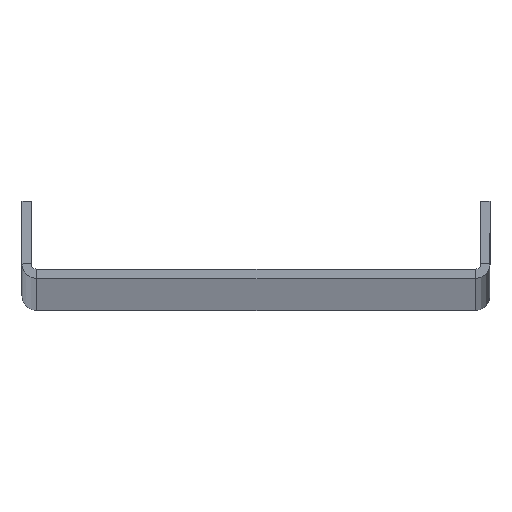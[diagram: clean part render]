
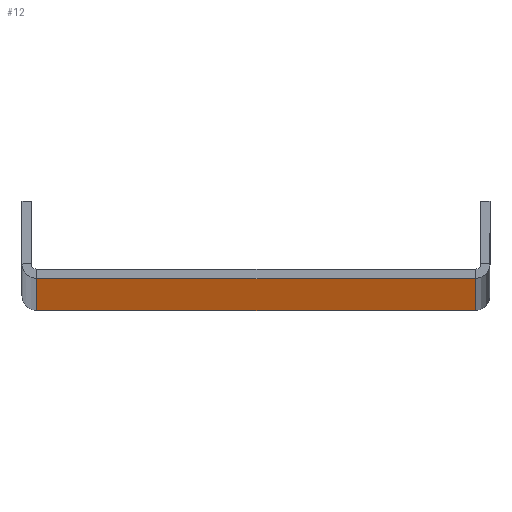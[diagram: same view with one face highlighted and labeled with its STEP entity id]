
A CAD part, top view. The second image highlights one B-rep face of the part: STEP entity #12.
In plain terms, the highlighted planar face has unit normal (0, -1, 0).
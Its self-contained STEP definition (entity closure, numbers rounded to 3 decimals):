
#11 = PLANE ( 'NONE',  #557 ) ;
#12 = ADVANCED_FACE ( 'NONE', ( #221 ), #11, .T. ) ;
#13 = DIRECTION ( 'NONE',  ( 0., 0., 1. ) ) ;
#29 = CARTESIAN_POINT ( 'NONE',  ( 49.4, 0., 0. ) ) ;
#44 = DIRECTION ( 'NONE',  ( 0., 0., -1. ) ) ;
#73 = DIRECTION ( 'NONE',  ( 1., 0., 0. ) ) ;
#78 = DIRECTION ( 'NONE',  ( 0., -1., 0. ) ) ;
#82 = LINE ( 'NONE', #376, #87 ) ;
#83 = CARTESIAN_POINT ( 'NONE',  ( 0., 0., -2000. ) ) ;
#87 = VECTOR ( 'NONE', #73, 1000. ) ;
#103 = VECTOR ( 'NONE', #13, 1000. ) ;
#108 = VECTOR ( 'NONE', #499, 1000. ) ;
#111 = LINE ( 'NONE', #509, #103 ) ;
#113 = LINE ( 'NONE', #409, #108 ) ;
#163 = VECTOR ( 'NONE', #372, 1000. ) ;
#174 = LINE ( 'NONE', #380, #163 ) ;
#200 = CARTESIAN_POINT ( 'NONE',  ( 49.4, 0., -2000. ) ) ;
#221 = FACE_OUTER_BOUND ( 'NONE', #468, .T. ) ;
#261 = ORIENTED_EDGE ( 'NONE', *, *, #398, .T. ) ;
#279 = ORIENTED_EDGE ( 'NONE', *, *, #571, .T. ) ;
#293 = ORIENTED_EDGE ( 'NONE', *, *, #589, .F. ) ;
#321 = VERTEX_POINT ( 'NONE', #29 ) ;
#351 = VERTEX_POINT ( 'NONE', #200 ) ;
#353 = VERTEX_POINT ( 'NONE', #448 ) ;
#360 = CARTESIAN_POINT ( 'NONE',  ( 1.6, 0., 0. ) ) ;
#372 = DIRECTION ( 'NONE',  ( 1., 0., 0. ) ) ;
#376 = CARTESIAN_POINT ( 'NONE',  ( 0., 0., 0. ) ) ;
#380 = CARTESIAN_POINT ( 'NONE',  ( 0., 0., -2000. ) ) ;
#398 = EDGE_CURVE ( 'NONE', #353, #351, #174, .T. ) ;
#409 = CARTESIAN_POINT ( 'NONE',  ( 1.6, 0., -2000. ) ) ;
#420 = VERTEX_POINT ( 'NONE', #360 ) ;
#448 = CARTESIAN_POINT ( 'NONE',  ( 1.6, 0., -2000. ) ) ;
#467 = ORIENTED_EDGE ( 'NONE', *, *, #566, .T. ) ;
#468 = EDGE_LOOP ( 'NONE', ( #261, #467, #293, #279 ) ) ;
#499 = DIRECTION ( 'NONE',  ( 0., 0., -1. ) ) ;
#509 = CARTESIAN_POINT ( 'NONE',  ( 49.4, 0., 0. ) ) ;
#557 = AXIS2_PLACEMENT_3D ( 'NONE', #83, #78, #44 ) ;
#566 = EDGE_CURVE ( 'NONE', #351, #321, #111, .T. ) ;
#571 = EDGE_CURVE ( 'NONE', #420, #353, #113, .T. ) ;
#589 = EDGE_CURVE ( 'NONE', #420, #321, #82, .T. ) ;
